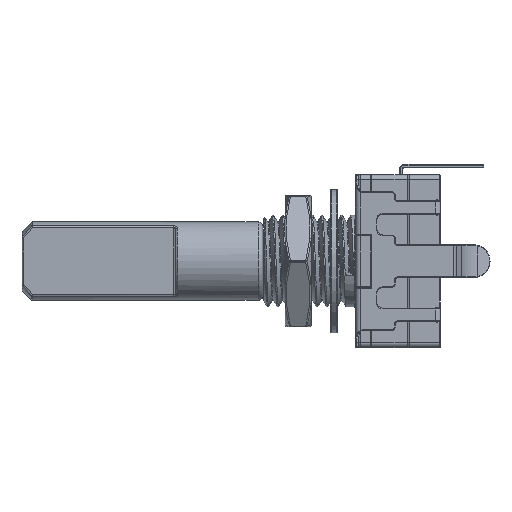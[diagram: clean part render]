
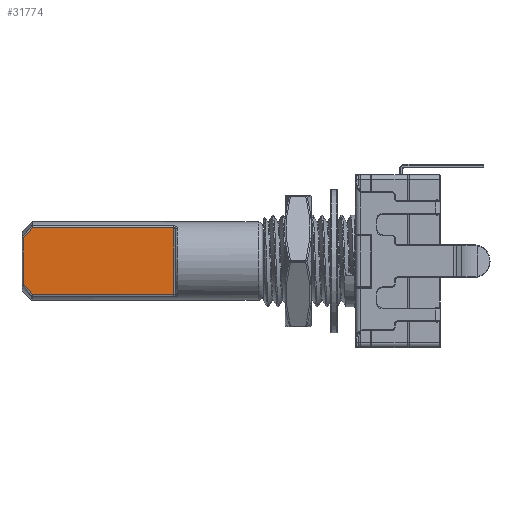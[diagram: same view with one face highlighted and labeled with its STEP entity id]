
A CAD part, left-side view. The second image highlights one B-rep face of the part: STEP entity #31774.
In plain terms, the highlighted planar face has unit normal (-1, 0, 0).
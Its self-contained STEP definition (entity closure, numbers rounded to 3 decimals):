
#282 = CARTESIAN_POINT ( 'NONE',  ( -1.4, 25.252, 1.914 ) ) ;
#483 = CARTESIAN_POINT ( 'NONE',  ( -1.4, 24.688, 2.561 ) ) ;
#3122 = CARTESIAN_POINT ( 'NONE',  ( -1.4, 25.053, -2.148 ) ) ;
#3320 = CARTESIAN_POINT ( 'NONE',  ( -1.4, 25.253, -1.914 ) ) ;
#3927 = LINE ( 'NONE', #16356, #16101 ) ;
#3965 = CARTESIAN_POINT ( 'NONE',  ( -1.4, 13.9, -2.561 ) ) ;
#4494 = EDGE_CURVE ( 'NONE', #28703, #6145, #3927, .T. ) ;
#4644 = DIRECTION ( 'NONE',  ( 0., 0., -1. ) ) ;
#5514 = EDGE_CURVE ( 'NONE', #6145, #8472, #27640, .T. ) ;
#6145 = VERTEX_POINT ( 'NONE', #7041 ) ;
#6581 = CARTESIAN_POINT ( 'NONE',  ( -1.4, 25.153, -2.032 ) ) ;
#7041 = CARTESIAN_POINT ( 'NONE',  ( -1.4, 24.688, 2.561 ) ) ;
#7834 = VERTEX_POINT ( 'NONE', #21706 ) ;
#8472 = VERTEX_POINT ( 'NONE', #19976 ) ;
#8923 = DIRECTION ( 'NONE',  ( 0., 0., 1. ) ) ;
#9513 = EDGE_CURVE ( 'NONE', #17388, #28703, #30374, .T. ) ;
#9862 = ORIENTED_EDGE ( 'NONE', *, *, #20589, .T. ) ;
#10475 = ORIENTED_EDGE ( 'NONE', *, *, #4494, .T. ) ;
#12120 = CARTESIAN_POINT ( 'NONE',  ( -1.4, 25.35, -1.796 ) ) ;
#12318 = CARTESIAN_POINT ( 'NONE',  ( -1.4, 24.688, -2.561 ) ) ;
#12454 = DIRECTION ( 'NONE',  ( 0., -1., 0. ) ) ;
#12791 = VECTOR ( 'NONE', #12454, 1000. ) ;
#12920 = CARTESIAN_POINT ( 'NONE',  ( -1.4, 24.811, 2.425 ) ) ;
#15777 = CARTESIAN_POINT ( 'NONE',  ( -1.4, 24.932, 2.287 ) ) ;
#15975 = CARTESIAN_POINT ( 'NONE',  ( -1.4, 24.933, -2.287 ) ) ;
#16101 = VECTOR ( 'NONE', #28816, 1000. ) ;
#16356 = CARTESIAN_POINT ( 'NONE',  ( -1.4, 24.709, 2.561 ) ) ;
#17388 = VERTEX_POINT ( 'NONE', #3965 ) ;
#18392 = CARTESIAN_POINT ( 'NONE',  ( -1.4, 13.75, -2.561 ) ) ;
#19215 = LINE ( 'NONE', #31254, #21823 ) ;
#19378 = ORIENTED_EDGE ( 'NONE', *, *, #5514, .T. ) ;
#19922 = EDGE_CURVE ( 'NONE', #8472, #25403, #19215, .T. ) ;
#19976 = CARTESIAN_POINT ( 'NONE',  ( -1.4, 25.35, 1.796 ) ) ;
#20589 = EDGE_CURVE ( 'NONE', #7834, #17388, #33900, .T. ) ;
#21523 = ORIENTED_EDGE ( 'NONE', *, *, #24606, .T. ) ;
#21706 = CARTESIAN_POINT ( 'NONE',  ( -1.4, 24.688, -2.561 ) ) ;
#21823 = VECTOR ( 'NONE', #4644, 1000. ) ;
#22884 = ORIENTED_EDGE ( 'NONE', *, *, #19922, .T. ) ;
#23020 = DIRECTION ( 'NONE',  ( 0., 0., -1. ) ) ;
#23028 = CARTESIAN_POINT ( 'NONE',  ( -1.4, 13.9, 2.561 ) ) ;
#23203 = PLANE ( 'NONE',  #26176 ) ;
#24606 = EDGE_CURVE ( 'NONE', #25403, #7834, #38478, .T. ) ;
#24939 = CARTESIAN_POINT ( 'NONE',  ( -1.4, 24.811, -2.424 ) ) ;
#25403 = VERTEX_POINT ( 'NONE', #36661 ) ;
#25548 = CARTESIAN_POINT ( 'NONE',  ( -1.4, 25.153, 2.032 ) ) ;
#26176 = AXIS2_PLACEMENT_3D ( 'NONE', #28939, #31987, #23020 ) ;
#27640 = B_SPLINE_CURVE_WITH_KNOTS ( 'NONE', 3,
 ( #483, #12920, #15777, #29027, #25548, #282, #31295 ),
 .UNSPECIFIED., .F., .F.,
 ( 4, 3, 4 ),
 ( 0., 0.001, 0.001 ),
 .UNSPECIFIED. ) ;
#27886 = ORIENTED_EDGE ( 'NONE', *, *, #9513, .T. ) ;
#28703 = VERTEX_POINT ( 'NONE', #23028 ) ;
#28730 = FACE_OUTER_BOUND ( 'NONE', #35145, .T. ) ;
#28816 = DIRECTION ( 'NONE',  ( 0., 1., 0. ) ) ;
#28939 = CARTESIAN_POINT ( 'NONE',  ( -1.4, 13.75, 2.761 ) ) ;
#29027 = CARTESIAN_POINT ( 'NONE',  ( -1.4, 25.052, 2.148 ) ) ;
#30374 = LINE ( 'NONE', #39772, #34692 ) ;
#31254 = CARTESIAN_POINT ( 'NONE',  ( -1.4, 25.35, -1.708 ) ) ;
#31295 = CARTESIAN_POINT ( 'NONE',  ( -1.4, 25.35, 1.796 ) ) ;
#31774 = ADVANCED_FACE ( 'NONE', ( #28730 ), #23203, .F. ) ;
#31987 = DIRECTION ( 'NONE',  ( 1., 0., 0. ) ) ;
#33900 = LINE ( 'NONE', #18392, #12791 ) ;
#34692 = VECTOR ( 'NONE', #8923, 1000. ) ;
#35145 = EDGE_LOOP ( 'NONE', ( #27886, #10475, #19378, #22884, #21523, #9862 ) ) ;
#36661 = CARTESIAN_POINT ( 'NONE',  ( -1.4, 25.35, -1.796 ) ) ;
#38478 = B_SPLINE_CURVE_WITH_KNOTS ( 'NONE', 3,
 ( #12120, #3320, #6581, #3122, #15975, #24939, #12318 ),
 .UNSPECIFIED., .F., .F.,
 ( 4, 3, 4 ),
 ( 0., 0., 0.001 ),
 .UNSPECIFIED. ) ;
#39772 = CARTESIAN_POINT ( 'NONE',  ( -1.4, 13.9, 2.761 ) ) ;
